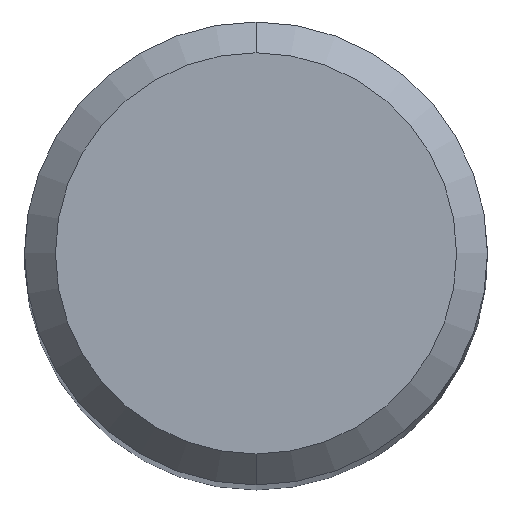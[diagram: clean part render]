
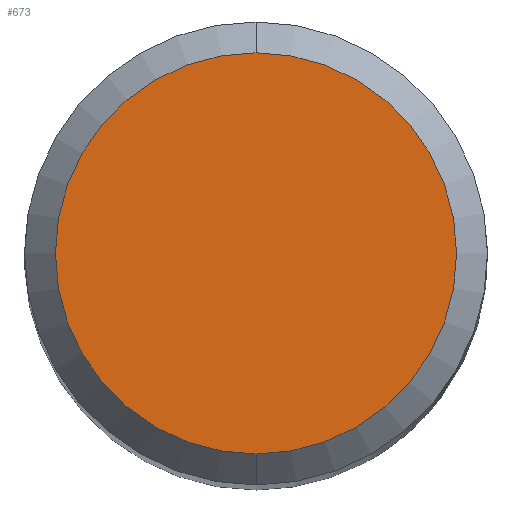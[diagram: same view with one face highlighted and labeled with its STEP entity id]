
A CAD part, top view. The second image highlights one B-rep face of the part: STEP entity #673.
In plain terms, the highlighted planar face has unit normal (0, 0, 1).
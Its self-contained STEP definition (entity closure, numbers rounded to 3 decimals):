
#393=EDGE_CURVE('',#507,#755,#973,.T.);
#507=VERTEX_POINT('',#1101);
#673=ADVANCED_FACE('',(#1280),#1281,.T.);
#755=VERTEX_POINT('',#1368);
#761=EDGE_CURVE('',#755,#507,#1374,.T.);
#973=CIRCLE('',#2448,2.6);
#1101=CARTESIAN_POINT('',(0.,-2.6,0.0));
#1280=FACE_OUTER_BOUND('',#3645,.T.);
#1281=PLANE('',#3646);
#1368=CARTESIAN_POINT('',(0.0,2.6,0.0));
#1374=CIRCLE('',#4220,2.6);
#2448=AXIS2_PLACEMENT_3D('',#4653,#4654,#4655);
#3645=EDGE_LOOP('',(#4997,#4998));
#3646=AXIS2_PLACEMENT_3D('',#4999,#5000,#5001);
#4220=AXIS2_PLACEMENT_3D('',#5074,#5075,#5076);
#4653=CARTESIAN_POINT('',(0.0,0.0,0.0));
#4654=DIRECTION('',(0.0,0.0,-1.0));
#4655=DIRECTION('',(0.0,1.0,0.0));
#4997=ORIENTED_EDGE('',*,*,#761,.F.);
#4998=ORIENTED_EDGE('',*,*,#393,.F.);
#4999=CARTESIAN_POINT('',(0.0,1.3,0.0));
#5000=DIRECTION('',(-0.0,0.0,1.0));
#5001=DIRECTION('',(0.0,-1.0,0.0));
#5074=CARTESIAN_POINT('',(0.0,0.0,0.0));
#5075=DIRECTION('',(0.0,0.0,-1.0));
#5076=DIRECTION('',(0.0,1.0,0.0));
